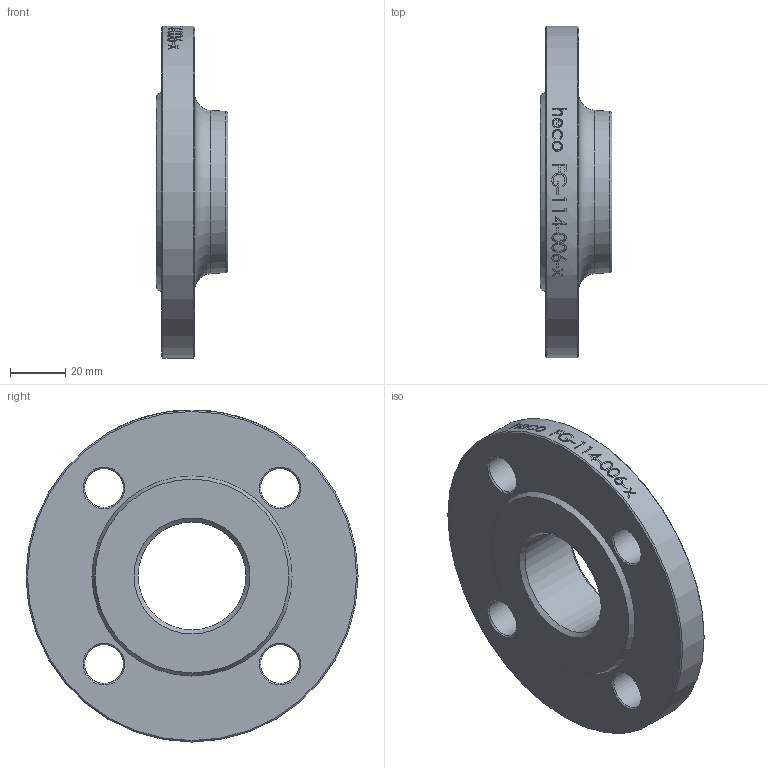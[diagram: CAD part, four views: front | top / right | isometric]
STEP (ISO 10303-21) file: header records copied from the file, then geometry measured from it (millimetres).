
FILE_DESCRIPTION (( 'STEP AP214' ), '1' );
FILE_NAME ('FG-114-006-x Gewindeflansch PN6 2102.STEP', '2021-02-04T09:58:28', ( '' ), ( '' ), 'SwSTEP 2.0', 'SolidWorks 2019', '' );
FILE_SCHEMA (( 'AUTOMOTIVE_DESIGN' ));
Length unit declared in the file: millimetre
Products named in the file (1): FG-114-006-x Gewindeflansch PN6 2102
Bounding box: 26 x 120 x 120 mm (x, y, z)
Volume: 138843.9 mm3; surface area: 30147.7 mm2
Topology: 1 solids, 1 shells, 48 faces, 211 edges, 188 vertices
Faces by surface type: cylinder 28, cone 14, plane 4, torus 2
Full cylindrical faces by diameter (mm): 14 x4, 38.952 x1, 120 x1
Entity records: 4900 total; most frequent: CARTESIAN_POINT 3091, ORIENTED_EDGE 360, DIRECTION 252, EDGE_CURVE 180, VERTEX_POINT 180, AXIS2_PLACEMENT_3D 113, EDGE_LOOP 104, B_SPLINE_CURVE_WITH_KNOTS 90
